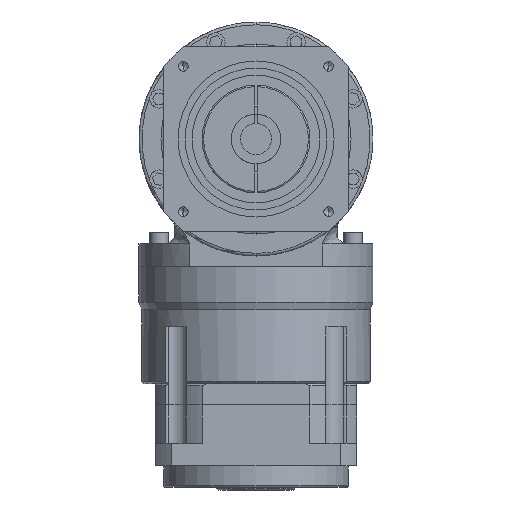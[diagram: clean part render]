
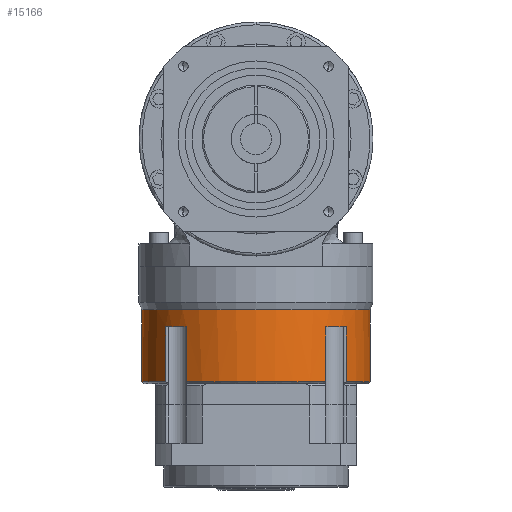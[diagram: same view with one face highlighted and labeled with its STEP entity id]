
A CAD part, front view. The second image highlights one B-rep face of the part: STEP entity #15166.
In plain terms, the highlighted cylindrical face has radius 80.5 mm (diameter 161 mm), a partial arc.
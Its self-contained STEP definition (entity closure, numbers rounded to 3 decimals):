
#134 = CARTESIAN_POINT ( 'NONE',  ( -80.5, 0., -30.495 ) ) ;
#217 = DIRECTION ( 'NONE',  ( -1., 0., 0. ) ) ;
#576 = CIRCLE ( 'NONE', #2006, 80.5 ) ;
#607 = FACE_OUTER_BOUND ( 'NONE', #7476, .T. ) ;
#614 = VERTEX_POINT ( 'NONE', #14055 ) ;
#696 = CIRCLE ( 'NONE', #7311, 80.5 ) ;
#1021 = CARTESIAN_POINT ( 'NONE',  ( 0., 0., -81. ) ) ;
#1279 = ORIENTED_EDGE ( 'NONE', *, *, #12530, .T. ) ;
#1336 = ORIENTED_EDGE ( 'NONE', *, *, #3761, .F. ) ;
#1601 = ORIENTED_EDGE ( 'NONE', *, *, #12169, .F. ) ;
#1675 = CARTESIAN_POINT ( 'NONE',  ( 63.646, -49.289, -83.5 ) ) ;
#1873 = CARTESIAN_POINT ( 'NONE',  ( 80.5, 0., -81. ) ) ;
#2006 = AXIS2_PLACEMENT_3D ( 'NONE', #10046, #16982, #217 ) ;
#2082 = VECTOR ( 'NONE', #14196, 1000. ) ;
#2093 = CIRCLE ( 'NONE', #18230, 80.5 ) ;
#3019 = ORIENTED_EDGE ( 'NONE', *, *, #3846, .T. ) ;
#3088 = VERTEX_POINT ( 'NONE', #134 ) ;
#3368 = CARTESIAN_POINT ( 'NONE',  ( -49.289, -63.646, -81. ) ) ;
#3429 = VERTEX_POINT ( 'NONE', #6907 ) ;
#3562 = AXIS2_PLACEMENT_3D ( 'NONE', #1021, #16626, #18074 ) ;
#3649 = EDGE_CURVE ( 'NONE', #11128, #8872, #576, .T. ) ;
#3659 = VECTOR ( 'NONE', #12620, 1000. ) ;
#3761 = EDGE_CURVE ( 'NONE', #8366, #11128, #10603, .T. ) ;
#3830 = CARTESIAN_POINT ( 'NONE',  ( 0., 0., -81. ) ) ;
#3846 = EDGE_CURVE ( 'NONE', #8366, #11620, #2093, .T. ) ;
#4006 = EDGE_CURVE ( 'NONE', #15277, #6037, #13280, .T. ) ;
#4223 = EDGE_CURVE ( 'NONE', #3429, #15277, #5401, .T. ) ;
#4367 = EDGE_CURVE ( 'NONE', #3429, #614, #7423, .T. ) ;
#4720 = EDGE_CURVE ( 'NONE', #5038, #614, #13466, .T. ) ;
#4769 = CARTESIAN_POINT ( 'NONE',  ( 80.5, 0., -140.5 ) ) ;
#4812 = DIRECTION ( 'NONE',  ( 0., 0., 1. ) ) ;
#5019 = CARTESIAN_POINT ( 'NONE',  ( -63.646, -49.289, -83.5 ) ) ;
#5038 = VERTEX_POINT ( 'NONE', #11354 ) ;
#5150 = ORIENTED_EDGE ( 'NONE', *, *, #4006, .F. ) ;
#5157 = DIRECTION ( 'NONE',  ( 0., 0., -1. ) ) ;
#5271 = DIRECTION ( 'NONE',  ( -1., 0., 0. ) ) ;
#5356 = DIRECTION ( 'NONE',  ( 1., 0., 0. ) ) ;
#5401 = LINE ( 'NONE', #7000, #2082 ) ;
#6037 = VERTEX_POINT ( 'NONE', #3368 ) ;
#6853 = LINE ( 'NONE', #10535, #17829 ) ;
#6907 = CARTESIAN_POINT ( 'NONE',  ( 49.289, -63.646, -42.5 ) ) ;
#7000 = CARTESIAN_POINT ( 'NONE',  ( 49.289, -63.646, -83.5 ) ) ;
#7119 = ORIENTED_EDGE ( 'NONE', *, *, #4720, .F. ) ;
#7311 = AXIS2_PLACEMENT_3D ( 'NONE', #3830, #13840, #5271 ) ;
#7423 = CIRCLE ( 'NONE', #15735, 80.5 ) ;
#7476 = EDGE_LOOP ( 'NONE', ( #1601, #14234, #1336, #3019, #17851, #5150, #16917, #13248, #7119, #10315, #1279, #9112 ) ) ;
#7603 = EDGE_CURVE ( 'NONE', #8243, #5038, #696, .T. ) ;
#7911 = DIRECTION ( 'NONE',  ( 0., 0., 1. ) ) ;
#8243 = VERTEX_POINT ( 'NONE', #1873 ) ;
#8262 = CARTESIAN_POINT ( 'NONE',  ( 80.5, 0., -30.495 ) ) ;
#8366 = VERTEX_POINT ( 'NONE', #16295 ) ;
#8859 = EDGE_CURVE ( 'NONE', #6037, #11620, #6853, .T. ) ;
#8872 = VERTEX_POINT ( 'NONE', #16222 ) ;
#9112 = ORIENTED_EDGE ( 'NONE', *, *, #16571, .T. ) ;
#9663 = VECTOR ( 'NONE', #13112, 1000. ) ;
#10046 = CARTESIAN_POINT ( 'NONE',  ( 0., 0., -81. ) ) ;
#10149 = VECTOR ( 'NONE', #12117, 1000. ) ;
#10315 = ORIENTED_EDGE ( 'NONE', *, *, #7603, .F. ) ;
#10535 = CARTESIAN_POINT ( 'NONE',  ( -49.289, -63.646, -83.5 ) ) ;
#10603 = LINE ( 'NONE', #5019, #10149 ) ;
#10766 = AXIS2_PLACEMENT_3D ( 'NONE', #18140, #16701, #5356 ) ;
#11128 = VERTEX_POINT ( 'NONE', #13644 ) ;
#11200 = CARTESIAN_POINT ( 'NONE',  ( -80.5, 0., -140.5 ) ) ;
#11280 = LINE ( 'NONE', #4769, #14576 ) ;
#11354 = CARTESIAN_POINT ( 'NONE',  ( 63.646, -49.289, -81. ) ) ;
#11620 = VERTEX_POINT ( 'NONE', #15086 ) ;
#12117 = DIRECTION ( 'NONE',  ( 0., 0., -1. ) ) ;
#12169 = EDGE_CURVE ( 'NONE', #8872, #3088, #15037, .T. ) ;
#12359 = DIRECTION ( 'NONE',  ( 0., 0., 1. ) ) ;
#12530 = EDGE_CURVE ( 'NONE', #8243, #17352, #11280, .T. ) ;
#12620 = DIRECTION ( 'NONE',  ( 0., 0., 1. ) ) ;
#13112 = DIRECTION ( 'NONE',  ( 0., 0., 1. ) ) ;
#13248 = ORIENTED_EDGE ( 'NONE', *, *, #4367, .T. ) ;
#13280 = CIRCLE ( 'NONE', #3562, 80.5 ) ;
#13466 = LINE ( 'NONE', #1675, #9663 ) ;
#13644 = CARTESIAN_POINT ( 'NONE',  ( -63.646, -49.289, -81. ) ) ;
#13734 = CARTESIAN_POINT ( 'NONE',  ( 0., 0., -30.495 ) ) ;
#13782 = CARTESIAN_POINT ( 'NONE',  ( 0., 0., -42.5 ) ) ;
#13840 = DIRECTION ( 'NONE',  ( 0., 0., -1. ) ) ;
#13953 = CYLINDRICAL_SURFACE ( 'NONE', #10766, 80.5 ) ;
#14055 = CARTESIAN_POINT ( 'NONE',  ( 63.646, -49.289, -42.5 ) ) ;
#14116 = CARTESIAN_POINT ( 'NONE',  ( 49.289, -63.646, -81. ) ) ;
#14196 = DIRECTION ( 'NONE',  ( 0., 0., -1. ) ) ;
#14234 = ORIENTED_EDGE ( 'NONE', *, *, #3649, .F. ) ;
#14576 = VECTOR ( 'NONE', #14752, 1000. ) ;
#14752 = DIRECTION ( 'NONE',  ( 0., 0., 1. ) ) ;
#15010 = DIRECTION ( 'NONE',  ( 1., 0., 0. ) ) ;
#15037 = LINE ( 'NONE', #11200, #3659 ) ;
#15086 = CARTESIAN_POINT ( 'NONE',  ( -49.289, -63.646, -42.5 ) ) ;
#15138 = DIRECTION ( 'NONE',  ( 1., 0., 0. ) ) ;
#15166 = ADVANCED_FACE ( 'NONE', ( #607 ), #13953, .T. ) ;
#15277 = VERTEX_POINT ( 'NONE', #14116 ) ;
#15735 = AXIS2_PLACEMENT_3D ( 'NONE', #16438, #7911, #15010 ) ;
#16222 = CARTESIAN_POINT ( 'NONE',  ( -80.5, 0., -81. ) ) ;
#16295 = CARTESIAN_POINT ( 'NONE',  ( -63.646, -49.289, -42.5 ) ) ;
#16363 = CIRCLE ( 'NONE', #16515, 80.5 ) ;
#16438 = CARTESIAN_POINT ( 'NONE',  ( 0., 0., -42.5 ) ) ;
#16515 = AXIS2_PLACEMENT_3D ( 'NONE', #13734, #5157, #15138 ) ;
#16571 = EDGE_CURVE ( 'NONE', #17352, #3088, #16363, .T. ) ;
#16608 = DIRECTION ( 'NONE',  ( 1., 0., 0. ) ) ;
#16626 = DIRECTION ( 'NONE',  ( 0., 0., -1. ) ) ;
#16701 = DIRECTION ( 'NONE',  ( 0., 0., 1. ) ) ;
#16917 = ORIENTED_EDGE ( 'NONE', *, *, #4223, .F. ) ;
#16982 = DIRECTION ( 'NONE',  ( 0., 0., -1. ) ) ;
#17352 = VERTEX_POINT ( 'NONE', #8262 ) ;
#17829 = VECTOR ( 'NONE', #4812, 1000. ) ;
#17851 = ORIENTED_EDGE ( 'NONE', *, *, #8859, .F. ) ;
#18074 = DIRECTION ( 'NONE',  ( -1., 0., 0. ) ) ;
#18140 = CARTESIAN_POINT ( 'NONE',  ( 0., 0., -140.5 ) ) ;
#18230 = AXIS2_PLACEMENT_3D ( 'NONE', #13782, #12359, #16608 ) ;
